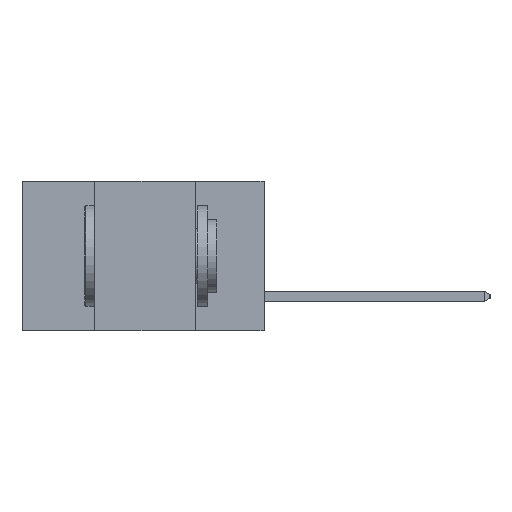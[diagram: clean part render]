
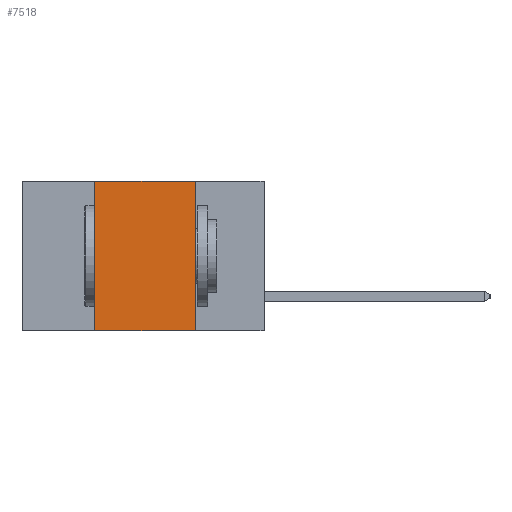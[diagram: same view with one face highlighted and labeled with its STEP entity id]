
A CAD part, left-side view. The second image highlights one B-rep face of the part: STEP entity #7518.
In plain terms, the highlighted planar face has unit normal (-1, 0, 0).
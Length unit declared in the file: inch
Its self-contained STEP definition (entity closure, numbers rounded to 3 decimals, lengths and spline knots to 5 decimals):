
#959 = ORIENTED_EDGE ( 'NONE', *, *, #15959, .F. ) ;
#965 = DIRECTION ( 'NONE',  ( 0., 0., -1. ) ) ;
#1120 = DIRECTION ( 'NONE',  ( 1., 0., 0. ) ) ;
#2106 = VERTEX_POINT ( 'NONE', #4549 ) ;
#2308 = CARTESIAN_POINT ( 'NONE',  ( 0., 0.6, 0. ) ) ;
#2382 = FACE_OUTER_BOUND ( 'NONE', #10438, .T. ) ;
#2698 = EDGE_CURVE ( 'NONE', #2106, #16764, #3337, .T. ) ;
#3337 = LINE ( 'NONE', #11535, #19822 ) ;
#4223 = ORIENTED_EDGE ( 'NONE', *, *, #4635, .F. ) ;
#4356 = PLANE ( 'NONE',  #20670 ) ;
#4549 = CARTESIAN_POINT ( 'NONE',  ( 0., 0.42, -0.37 ) ) ;
#4635 = EDGE_CURVE ( 'NONE', #5766, #16764, #8159, .T. ) ;
#4648 = CARTESIAN_POINT ( 'NONE',  ( 0., 0.42, 0. ) ) ;
#5397 = DIRECTION ( 'NONE',  ( 0., 0., -1. ) ) ;
#5709 = CARTESIAN_POINT ( 'NONE',  ( 0., 0.6, 0. ) ) ;
#5766 = VERTEX_POINT ( 'NONE', #9953 ) ;
#5801 = CARTESIAN_POINT ( 'NONE',  ( 0., 0.17, -0.37 ) ) ;
#6433 = DIRECTION ( 'NONE',  ( 0., 0., 1. ) ) ;
#7518 = ADVANCED_FACE ( 'NONE', ( #2382 ), #4356, .F. ) ;
#7922 = CARTESIAN_POINT ( 'NONE',  ( 0., 0.42, -0.37 ) ) ;
#8159 = LINE ( 'NONE', #5801, #15737 ) ;
#8710 = CARTESIAN_POINT ( 'NONE',  ( 0., 0.17, -0.37 ) ) ;
#9505 = LINE ( 'NONE', #7922, #18157 ) ;
#9953 = CARTESIAN_POINT ( 'NONE',  ( 0., 0.17, 0. ) ) ;
#10438 = EDGE_LOOP ( 'NONE', ( #4223, #17487, #959, #14748 ) ) ;
#11535 = CARTESIAN_POINT ( 'NONE',  ( 0., 0.6, -0.37 ) ) ;
#13876 = VERTEX_POINT ( 'NONE', #4648 ) ;
#14343 = VECTOR ( 'NONE', #18530, 39.37008 ) ;
#14748 = ORIENTED_EDGE ( 'NONE', *, *, #2698, .T. ) ;
#15737 = VECTOR ( 'NONE', #5397, 39.37008 ) ;
#15959 = EDGE_CURVE ( 'NONE', #2106, #13876, #9505, .T. ) ;
#16764 = VERTEX_POINT ( 'NONE', #8710 ) ;
#16812 = EDGE_CURVE ( 'NONE', #13876, #5766, #18113, .T. ) ;
#17487 = ORIENTED_EDGE ( 'NONE', *, *, #16812, .F. ) ;
#18113 = LINE ( 'NONE', #5709, #14343 ) ;
#18157 = VECTOR ( 'NONE', #6433, 39.37008 ) ;
#18311 = DIRECTION ( 'NONE',  ( 0., -1., 0. ) ) ;
#18530 = DIRECTION ( 'NONE',  ( 0., -1., 0. ) ) ;
#19822 = VECTOR ( 'NONE', #18311, 39.37008 ) ;
#20670 = AXIS2_PLACEMENT_3D ( 'NONE', #2308, #1120, #965 ) ;
